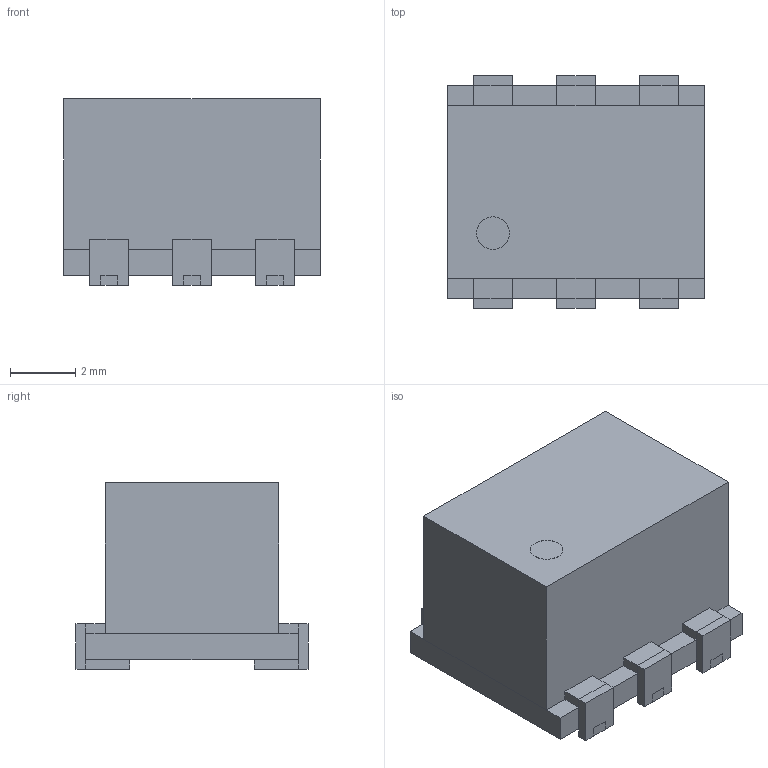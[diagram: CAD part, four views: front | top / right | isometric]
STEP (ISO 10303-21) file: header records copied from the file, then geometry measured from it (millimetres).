
FILE_DESCRIPTION(('FreeCAD Model'),'2;1');
FILE_NAME('Open CASCADE Shape Model','2025-01-13T13:39:42',('Author'),( ''),'Open CASCADE STEP processor 7.6','FreeCAD','Unknown');
FILE_SCHEMA(('AUTOMOTIVE_DESIGN { 1 0 10303 214 1 1 1 1 }'));
Length unit declared in the file: millimetre
Products named in the file (1): union007
Bounding box: 7.87 x 7.11 x 5.72 mm (x, y, z)
Volume: 239.6 mm3; surface area: 267.9 mm2
Topology: 1 solids, 1 shells, 128 faces, 311 edges, 186 vertices
Faces by surface type: plane 127, cylinder 1
Full cylindrical faces by diameter (mm): 1 x1
Entity records: 4506 total; most frequent: CARTESIAN_POINT 626, ORIENTED_EDGE 622, DIRECTION 571, EDGE_CURVE 311, LINE 309, VECTOR 309, VERTEX_POINT 186, AXIS2_PLACEMENT_3D 131
